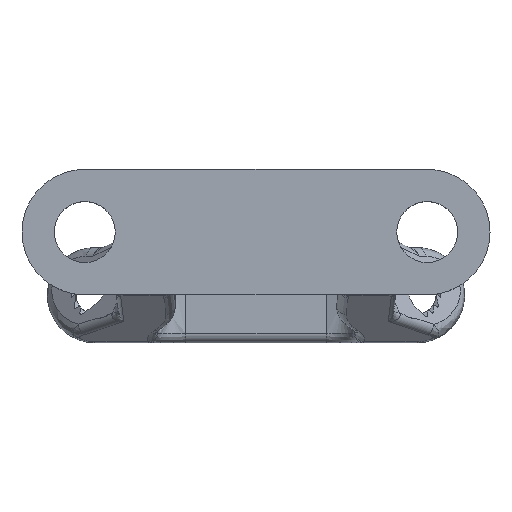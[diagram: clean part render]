
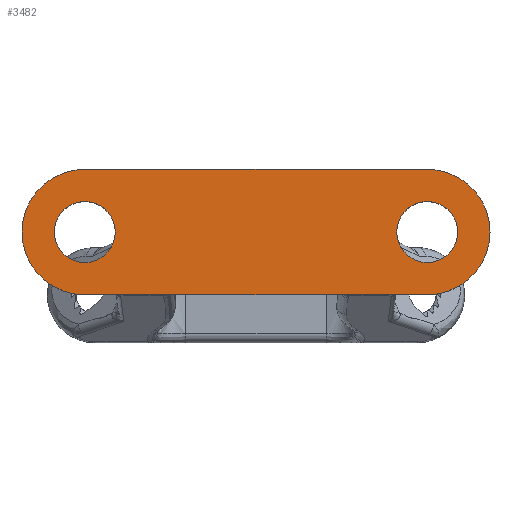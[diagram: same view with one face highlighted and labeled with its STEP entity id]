
A CAD part, top view. The second image highlights one B-rep face of the part: STEP entity #3482.
In plain terms, the highlighted planar face has unit normal (0, 0, 1).
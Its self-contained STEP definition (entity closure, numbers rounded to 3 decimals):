
#27=FACE_BOUND('',#775,.T.);
#28=FACE_BOUND('',#776,.T.);
#44=PLANE('',#3763);
#138=LINE('',#12718,#233);
#190=LINE('',#16112,#285);
#233=VECTOR('',#4056,1000.);
#285=VECTOR('',#4390,1000.);
#563=FACE_OUTER_BOUND('',#774,.T.);
#774=EDGE_LOOP('',(#3159,#3160,#3161,#3162));
#775=EDGE_LOOP('',(#3163));
#776=EDGE_LOOP('',(#3164));
#883=CIRCLE('',#3732,3.3);
#898=CIRCLE('',#3764,3.3);
#899=CIRCLE('',#3765,1.6);
#900=CIRCLE('',#3766,1.6);
#1385=VERTEX_POINT('',#12716);
#1386=VERTEX_POINT('',#12717);
#1516=VERTEX_POINT('',#15312);
#1527=VERTEX_POINT('',#16110);
#1528=VERTEX_POINT('',#16115);
#1529=VERTEX_POINT('',#16117);
#1810=EDGE_CURVE('',#1385,#1386,#138,.T.);
#2033=EDGE_CURVE('',#1386,#1516,#883,.T.);
#2073=EDGE_CURVE('',#1516,#1527,#190,.T.);
#2074=EDGE_CURVE('',#1527,#1385,#898,.T.);
#2075=EDGE_CURVE('',#1528,#1528,#899,.T.);
#2076=EDGE_CURVE('',#1529,#1529,#900,.T.);
#3159=ORIENTED_EDGE('',*,*,#2074,.T.);
#3160=ORIENTED_EDGE('',*,*,#1810,.T.);
#3161=ORIENTED_EDGE('',*,*,#2033,.T.);
#3162=ORIENTED_EDGE('',*,*,#2073,.T.);
#3163=ORIENTED_EDGE('',*,*,#2075,.F.);
#3164=ORIENTED_EDGE('',*,*,#2076,.F.);
#3482=ADVANCED_FACE('',(#563,#27,#28),#44,.T.);
#3732=AXIS2_PLACEMENT_3D('',#15314,#4327,#4328);
#3763=AXIS2_PLACEMENT_3D('',#16113,#4391,#4392);
#3764=AXIS2_PLACEMENT_3D('',#16114,#4393,#4394);
#3765=AXIS2_PLACEMENT_3D('',#16116,#4395,#4396);
#3766=AXIS2_PLACEMENT_3D('',#16118,#4397,#4398);
#4056=DIRECTION('',(1.,0.,0.));
#4327=DIRECTION('center_axis',(0.,0.,1.));
#4328=DIRECTION('ref_axis',(1.,0.,0.));
#4390=DIRECTION('',(-1.,0.,0.));
#4391=DIRECTION('center_axis',(0.,0.,1.));
#4392=DIRECTION('ref_axis',(1.,0.,0.));
#4393=DIRECTION('center_axis',(0.,0.,1.));
#4394=DIRECTION('ref_axis',(1.,0.,0.));
#4395=DIRECTION('center_axis',(0.,0.,1.));
#4396=DIRECTION('ref_axis',(1.,0.,0.));
#4397=DIRECTION('center_axis',(0.,0.,1.));
#4398=DIRECTION('ref_axis',(1.,0.,0.));
#12716=CARTESIAN_POINT('',(-0.535,0.,15.5));
#12717=CARTESIAN_POINT('',(17.465,0.,15.5));
#12718=CARTESIAN_POINT('',(-0.535,0.,15.5));
#15312=CARTESIAN_POINT('',(17.465,6.6,15.5));
#15314=CARTESIAN_POINT('Origin',(17.465,3.3,15.5));
#16110=CARTESIAN_POINT('',(-0.535,6.6,15.5));
#16112=CARTESIAN_POINT('',(-0.535,6.6,15.5));
#16113=CARTESIAN_POINT('Origin',(-0.535,3.3,15.5));
#16114=CARTESIAN_POINT('Origin',(-0.535,3.3,15.5));
#16115=CARTESIAN_POINT('',(-2.135,3.3,15.5));
#16116=CARTESIAN_POINT('Origin',(-0.535,3.3,15.5));
#16117=CARTESIAN_POINT('',(15.865,3.3,15.5));
#16118=CARTESIAN_POINT('Origin',(17.465,3.3,15.5));
